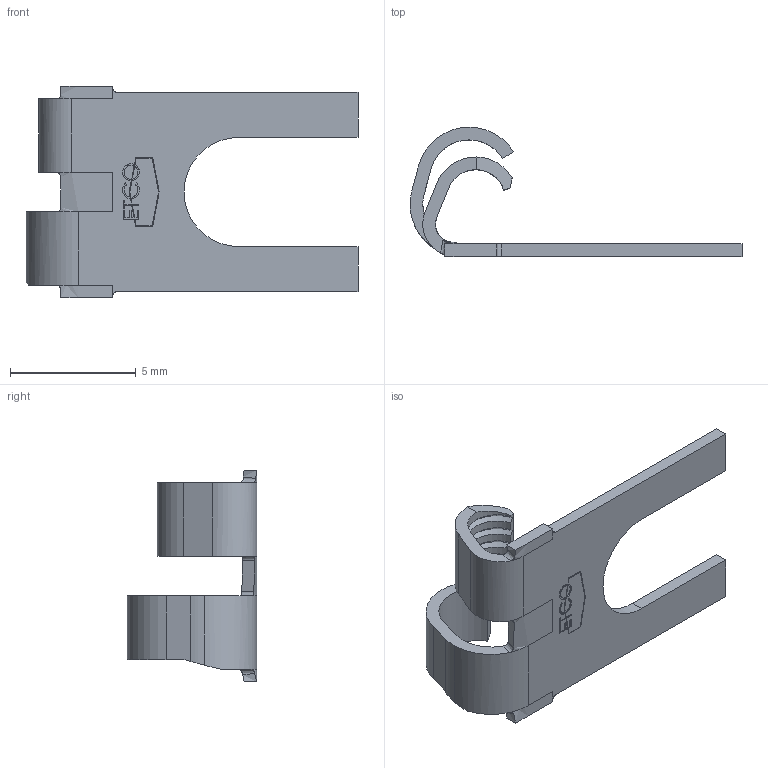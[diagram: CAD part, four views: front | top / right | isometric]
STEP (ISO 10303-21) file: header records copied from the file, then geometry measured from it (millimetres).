
FILE_DESCRIPTION (( 'STEP AP203' ), '1' );
FILE_NAME ('05361.STEP', '2019-12-30T18:48:48', ( 'tempuser' ), ( 'Microsoft' ), 'SwSTEP 2.0', 'SolidWorks 2019', '' );
FILE_SCHEMA (( 'CONFIG_CONTROL_DESIGN' ));
Length unit declared in the file: inch
Products named in the file (1): 05361
Bounding box: 13.21 x 5.16 x 8.43 mm (x, y, z)
Volume: 52.9 mm3; surface area: 256.2 mm2
Topology: 1 solids, 1 shells, 178 faces, 489 edges, 317 vertices
Faces by surface type: plane 102, bspline 35, cylinder 21, cone 20
Entity records: 7372 total; most frequent: CARTESIAN_POINT 3028, ORIENTED_EDGE 978, DIRECTION 736, EDGE_CURVE 489, LINE 348, VECTOR 348, VERTEX_POINT 317, AXIS2_PLACEMENT_3D 194
